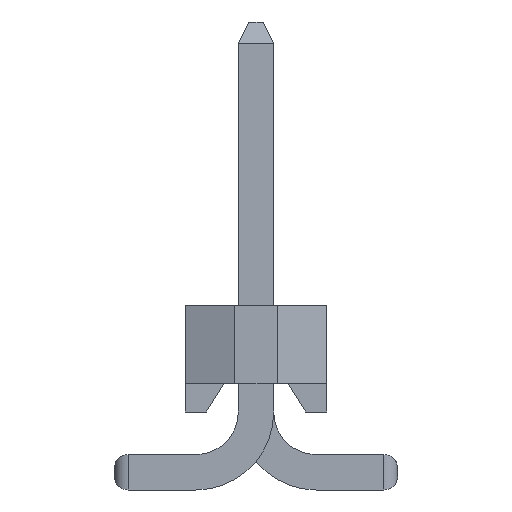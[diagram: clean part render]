
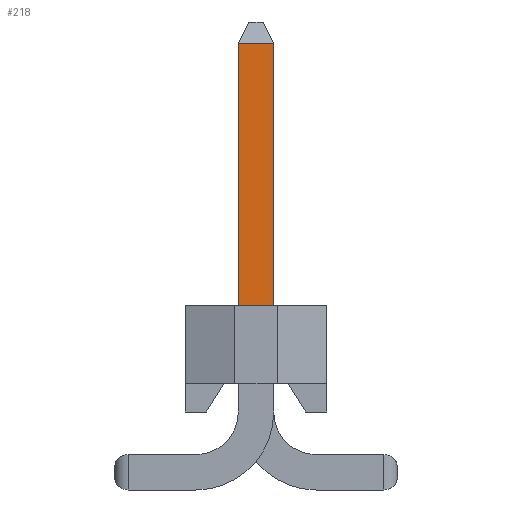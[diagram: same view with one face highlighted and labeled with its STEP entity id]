
A CAD part, left-side view. The second image highlights one B-rep face of the part: STEP entity #218.
In plain terms, the highlighted planar face has unit normal (-1, 0, 0).
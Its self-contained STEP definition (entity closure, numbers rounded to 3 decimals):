
#218=ADVANCED_FACE('',(#886),#582,.T.);
#582=PLANE('',#6809);
#886=FACE_OUTER_BOUND('',#1270,.T.);
#1270=EDGE_LOOP('',(#2062,#2063,#2064,#2065));
#2062=ORIENTED_EDGE('',*,*,#4494,.T.);
#2063=ORIENTED_EDGE('',*,*,#4495,.T.);
#2064=ORIENTED_EDGE('',*,*,#4496,.F.);
#2065=ORIENTED_EDGE('',*,*,#4330,.F.);
#3708=VERTEX_POINT('',#9435);
#3709=VERTEX_POINT('',#9436);
#3826=VERTEX_POINT('',#9723);
#3827=VERTEX_POINT('',#9725);
#4330=EDGE_CURVE('',#3708,#3709,#5276,.T.);
#4494=EDGE_CURVE('',#3708,#3826,#5440,.T.);
#4495=EDGE_CURVE('',#3826,#3827,#5441,.T.);
#4496=EDGE_CURVE('',#3709,#3827,#5442,.T.);
#5276=LINE('',#9434,#6142);
#5440=LINE('',#9722,#6306);
#5441=LINE('',#9724,#6307);
#5442=LINE('',#9726,#6308);
#6142=VECTOR('',#7491,1.);
#6306=VECTOR('',#7667,1.);
#6307=VECTOR('',#7668,1.);
#6308=VECTOR('',#7669,1.);
#6809=AXIS2_PLACEMENT_3D('',#9727,#7670,#7671);
#7491=DIRECTION('',(0.,1.,0.));
#7667=DIRECTION('',(0.,0.,1.));
#7668=DIRECTION('',(0.,1.,0.));
#7669=DIRECTION('',(0.,0.,1.));
#7670=DIRECTION('',(-1.,0.,0.));
#7671=DIRECTION('',(0.,0.,1.));
#9434=CARTESIAN_POINT('',(0.75,0.75,1.1));
#9435=CARTESIAN_POINT('',(0.75,0.75,1.1));
#9436=CARTESIAN_POINT('',(0.75,1.25,1.1));
#9722=CARTESIAN_POINT('',(0.75,0.75,5.1));
#9723=CARTESIAN_POINT('',(0.75,0.75,4.8));
#9724=CARTESIAN_POINT('',(0.75,0.75,4.8));
#9725=CARTESIAN_POINT('',(0.75,1.25,4.8));
#9726=CARTESIAN_POINT('',(0.75,1.25,5.1));
#9727=CARTESIAN_POINT('',(0.75,0.75,1.1));
